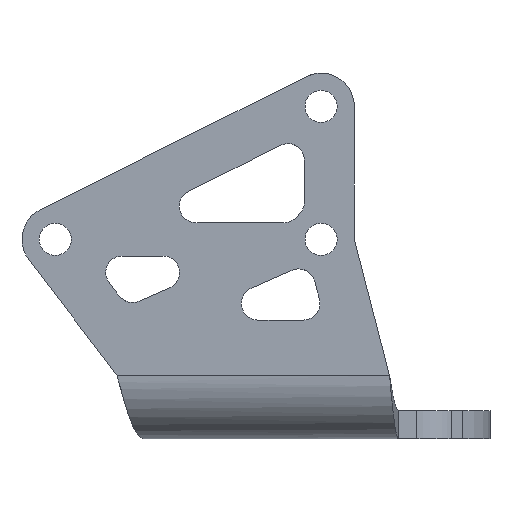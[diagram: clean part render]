
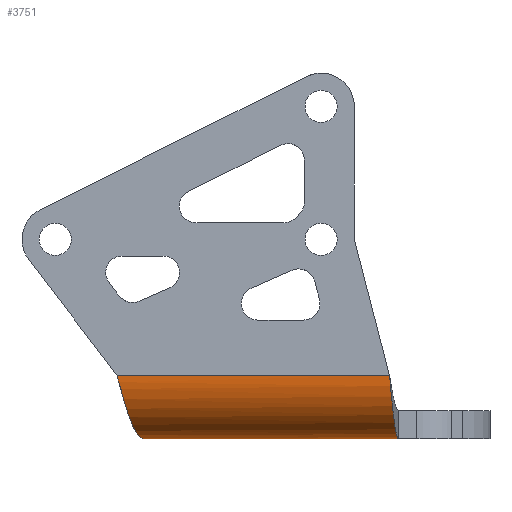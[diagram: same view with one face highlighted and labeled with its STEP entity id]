
A CAD part, left-side view. The second image highlights one B-rep face of the part: STEP entity #3751.
In plain terms, the highlighted cylindrical face has radius 5.715 mm (diameter 11.43 mm), a partial arc.
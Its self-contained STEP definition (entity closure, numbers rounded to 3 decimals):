
#99 = CARTESIAN_POINT ( 'NONE',  ( -13.089, 20.554, 413.072 ) ) ;
#117 = CARTESIAN_POINT ( 'NONE',  ( -12.91, 20.503, 413.008 ) ) ;
#235 = DIRECTION ( 'NONE',  ( -1., 0., 0. ) ) ;
#298 = CARTESIAN_POINT ( 'NONE',  ( -16.644, -2.298, 417.128 ) ) ;
#316 = CARTESIAN_POINT ( 'NONE',  ( -16.427, -2.367, 416.41 ) ) ;
#433 = CARTESIAN_POINT ( 'NONE',  ( -13.937, 20.805, 413.463 ) ) ;
#458 = CARTESIAN_POINT ( 'NONE',  ( -16.025, 21.61, 415.561 ) ) ;
#502 = DIRECTION ( 'NONE',  ( 0., 1., 0. ) ) ;
#576 = CARTESIAN_POINT ( 'NONE',  ( -11.075, -3., 418.424 ) ) ;
#581 = CARTESIAN_POINT ( 'NONE',  ( -13.438, -2.777, 413.217 ) ) ;
#639 = CARTESIAN_POINT ( 'NONE',  ( -16.036, -2.452, 415.563 ) ) ;
#659 = CARTESIAN_POINT ( 'NONE',  ( -16.79, -2.213, 418.047 ) ) ;
#674 = CARTESIAN_POINT ( 'NONE',  ( -15.615, 21.408, 414.933 ) ) ;
#691 = CARTESIAN_POINT ( 'NONE',  ( -16.202, 21.711, 415.892 ) ) ;
#754 = CARTESIAN_POINT ( 'NONE',  ( -16.79, -2.179, 418.424 ) ) ;
#894 = CARTESIAN_POINT ( 'NONE',  ( -11.075, -3., 412.709 ) ) ;
#953 = DIRECTION ( 'NONE',  ( 0., -1., 0. ) ) ;
#971 = CARTESIAN_POINT ( 'NONE',  ( -14.851, 21.108, 414.118 ) ) ;
#975 = CARTESIAN_POINT ( 'NONE',  ( -13.937, -2.726, 413.473 ) ) ;
#1019 = VECTOR ( 'NONE', #953, 1000. ) ;
#1031 = CARTESIAN_POINT ( 'NONE',  ( -16.496, 21.912, 416.577 ) ) ;
#1135 = DIRECTION ( 'NONE',  ( 0., -1., 0. ) ) ;
#1199 = EDGE_CURVE ( 'NONE', #1743, #1290, #3524, .T. ) ;
#1273 = CARTESIAN_POINT ( 'NONE',  ( -15.622, -2.52, 414.942 ) ) ;
#1290 = VERTEX_POINT ( 'NONE', #3460 ) ;
#1459 = EDGE_LOOP ( 'NONE', ( #2783, #3192, #1804, #3318 ) ) ;
#1543 = CARTESIAN_POINT ( 'NONE',  ( -16.212, -2.418, 415.891 ) ) ;
#1596 = CARTESIAN_POINT ( 'NONE',  ( -14.557, 21.006, 413.877 ) ) ;
#1675 = EDGE_CURVE ( 'NONE', #3105, #2848, #1687, .T. ) ;
#1687 = B_SPLINE_CURVE_WITH_KNOTS ( 'NONE', 3,
 ( #3741, #2571, #2875, #2240, #3816, #117, #99, #3155, #433, #1596, #971, #3799, #674, #3496, #458, #691, #2854, #1031, #1963, #3195, #2201, #2258 ),
 .UNSPECIFIED., .F., .F.,
 ( 4, 2, 2, 2, 2, 2, 2, 2, 2, 2, 4 ),
 ( 0., 0.001, 0.002, 0.002, 0.003, 0.005, 0.006, 0.006, 0.007, 0.008, 0.009 ),
 .UNSPECIFIED. ) ;
#1743 = VERTEX_POINT ( 'NONE', #754 ) ;
#1804 = ORIENTED_EDGE ( 'NONE', *, *, #2624, .F. ) ;
#1806 = CARTESIAN_POINT ( 'NONE',  ( -12.923, -2.828, 413.003 ) ) ;
#1825 = CARTESIAN_POINT ( 'NONE',  ( -11.826, -2.931, 412.746 ) ) ;
#1859 = VECTOR ( 'NONE', #502, 1000. ) ;
#1867 = CARTESIAN_POINT ( 'NONE',  ( -12.564, -2.862, 412.894 ) ) ;
#1888 = CARTESIAN_POINT ( 'NONE',  ( -11.452, -2.965, 412.709 ) ) ;
#1963 = CARTESIAN_POINT ( 'NONE',  ( -16.605, 22.012, 416.933 ) ) ;
#2103 = CARTESIAN_POINT ( 'NONE',  ( -11.075, -3., 412.709 ) ) ;
#2162 = CARTESIAN_POINT ( 'NONE',  ( -16.79, 4., 418.424 ) ) ;
#2167 = CARTESIAN_POINT ( 'NONE',  ( -16.599, -2.315, 416.947 ) ) ;
#2175 = AXIS2_PLACEMENT_3D ( 'NONE', #576, #1135, #235 ) ;
#2189 = CARTESIAN_POINT ( 'NONE',  ( -14.567, -2.657, 413.884 ) ) ;
#2201 = CARTESIAN_POINT ( 'NONE',  ( -16.79, 22.316, 418.047 ) ) ;
#2207 = CARTESIAN_POINT ( 'NONE',  ( -13.607, -2.76, 413.297 ) ) ;
#2240 = CARTESIAN_POINT ( 'NONE',  ( -12.371, 20.352, 412.855 ) ) ;
#2258 = CARTESIAN_POINT ( 'NONE',  ( -16.79, 22.417, 418.424 ) ) ;
#2386 = FACE_OUTER_BOUND ( 'NONE', #1459, .T. ) ;
#2478 = CARTESIAN_POINT ( 'NONE',  ( -14.099, -2.709, 413.571 ) ) ;
#2518 = CARTESIAN_POINT ( 'NONE',  ( -14.854, -2.623, 414.121 ) ) ;
#2571 = CARTESIAN_POINT ( 'NONE',  ( -11.452, 20.102, 412.709 ) ) ;
#2600 = EDGE_CURVE ( 'NONE', #1290, #3105, #3905, .T. ) ;
#2624 = EDGE_CURVE ( 'NONE', #2848, #1743, #3316, .T. ) ;
#2673 = CARTESIAN_POINT ( 'NONE',  ( -11.075, 20., 412.709 ) ) ;
#2780 = CARTESIAN_POINT ( 'NONE',  ( -15.381, -2.555, 414.648 ) ) ;
#2783 = ORIENTED_EDGE ( 'NONE', *, *, #2600, .F. ) ;
#2799 = CARTESIAN_POINT ( 'NONE',  ( -16.79, -2.179, 418.424 ) ) ;
#2848 = VERTEX_POINT ( 'NONE', #3172 ) ;
#2854 = CARTESIAN_POINT ( 'NONE',  ( -16.282, 21.762, 416.061 ) ) ;
#2875 = CARTESIAN_POINT ( 'NONE',  ( -11.824, 20.202, 412.746 ) ) ;
#3078 = CARTESIAN_POINT ( 'NONE',  ( -16.49, -2.349, 416.588 ) ) ;
#3105 = VERTEX_POINT ( 'NONE', #2673 ) ;
#3155 = CARTESIAN_POINT ( 'NONE',  ( -13.608, 20.705, 413.287 ) ) ;
#3172 = CARTESIAN_POINT ( 'NONE',  ( -16.79, 22.417, 418.424 ) ) ;
#3192 = ORIENTED_EDGE ( 'NONE', *, *, #1199, .F. ) ;
#3195 = CARTESIAN_POINT ( 'NONE',  ( -16.753, 22.214, 417.67 ) ) ;
#3316 = LINE ( 'NONE', #2162, #1019 ) ;
#3318 = ORIENTED_EDGE ( 'NONE', *, *, #1675, .F. ) ;
#3334 = CYLINDRICAL_SURFACE ( 'NONE', #2175, 5.715 ) ;
#3460 = CARTESIAN_POINT ( 'NONE',  ( -11.075, -3., 412.709 ) ) ;
#3496 = CARTESIAN_POINT ( 'NONE',  ( -15.927, 21.559, 415.399 ) ) ;
#3524 = B_SPLINE_CURVE_WITH_KNOTS ( 'NONE', 3,
 ( #2799, #659, #3745, #298, #2167, #3078, #316, #1543, #639, #1273, #2780, #2518, #2189, #2478, #975, #2207, #581, #1806, #1867, #1825, #1888, #894 ),
 .UNSPECIFIED., .F., .F.,
 ( 4, 2, 2, 2, 2, 2, 2, 2, 2, 2, 4 ),
 ( 0., 0.001, 0.002, 0.002, 0.003, 0.004, 0.006, 0.006, 0.007, 0.008, 0.009 ),
 .UNSPECIFIED. ) ;
#3741 = CARTESIAN_POINT ( 'NONE',  ( -11.075, 20., 412.709 ) ) ;
#3745 = CARTESIAN_POINT ( 'NONE',  ( -16.753, -2.247, 417.676 ) ) ;
#3751 = ADVANCED_FACE ( 'NONE', ( #2386 ), #3334, .T. ) ;
#3799 = CARTESIAN_POINT ( 'NONE',  ( -15.379, 21.309, 414.646 ) ) ;
#3816 = CARTESIAN_POINT ( 'NONE',  ( -12.552, 20.402, 412.9 ) ) ;
#3905 = LINE ( 'NONE', #2103, #1859 ) ;
